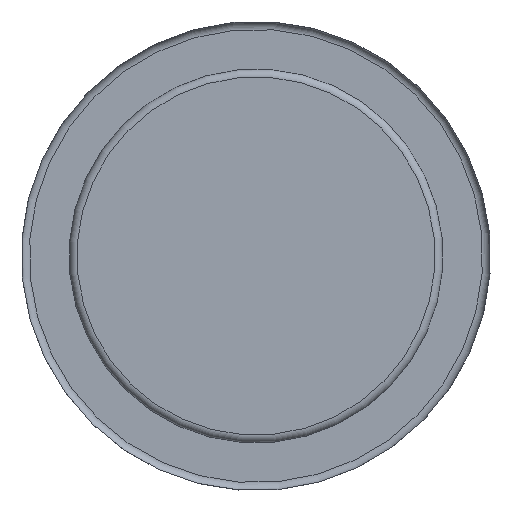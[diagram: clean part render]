
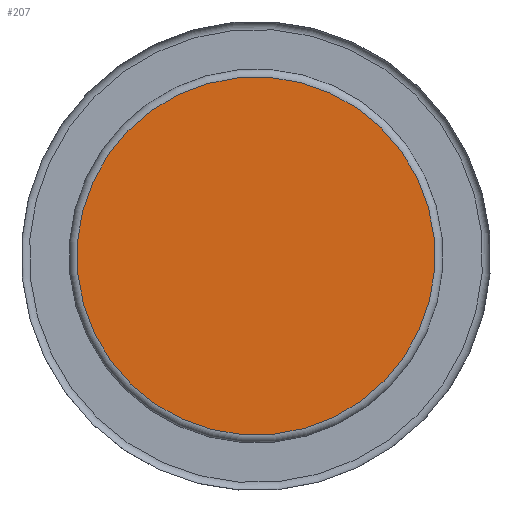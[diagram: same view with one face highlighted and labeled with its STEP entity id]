
A CAD part, front view. The second image highlights one B-rep face of the part: STEP entity #207.
In plain terms, the highlighted planar face has unit normal (0, -1, 0).
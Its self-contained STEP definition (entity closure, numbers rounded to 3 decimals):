
#19=PLANE('',#247);
#30=FACE_OUTER_BOUND('',#42,.T.);
#42=EDGE_LOOP('',(#156,#157));
#70=CIRCLE('',#248,11.26);
#71=CIRCLE('',#249,11.26);
#93=VERTEX_POINT('',#370);
#94=VERTEX_POINT('',#371);
#117=EDGE_CURVE('',#93,#94,#70,.T.);
#118=EDGE_CURVE('',#94,#93,#71,.T.);
#156=ORIENTED_EDGE('',*,*,#117,.F.);
#157=ORIENTED_EDGE('',*,*,#118,.F.);
#207=ADVANCED_FACE('',(#30),#19,.T.);
#247=AXIS2_PLACEMENT_3D('',#369,#300,#301);
#248=AXIS2_PLACEMENT_3D('',#372,#302,#303);
#249=AXIS2_PLACEMENT_3D('',#373,#304,#305);
#300=DIRECTION('center_axis',(0.,-1.,0.));
#301=DIRECTION('ref_axis',(0.583,0.,-0.813));
#302=DIRECTION('center_axis',(0.,1.,0.));
#303=DIRECTION('ref_axis',(0.813,0.,0.583));
#304=DIRECTION('center_axis',(0.,1.,0.));
#305=DIRECTION('ref_axis',(0.813,0.,0.583));
#369=CARTESIAN_POINT('Origin',(-85.91,-100.452,-0.116));
#370=CARTESIAN_POINT('',(-85.91,-100.452,-0.116));
#371=CARTESIAN_POINT('',(-70.198,-100.452,-2.708));
#372=CARTESIAN_POINT('Origin',(-76.758,-100.452,6.444));
#373=CARTESIAN_POINT('Origin',(-76.758,-100.452,6.444));
